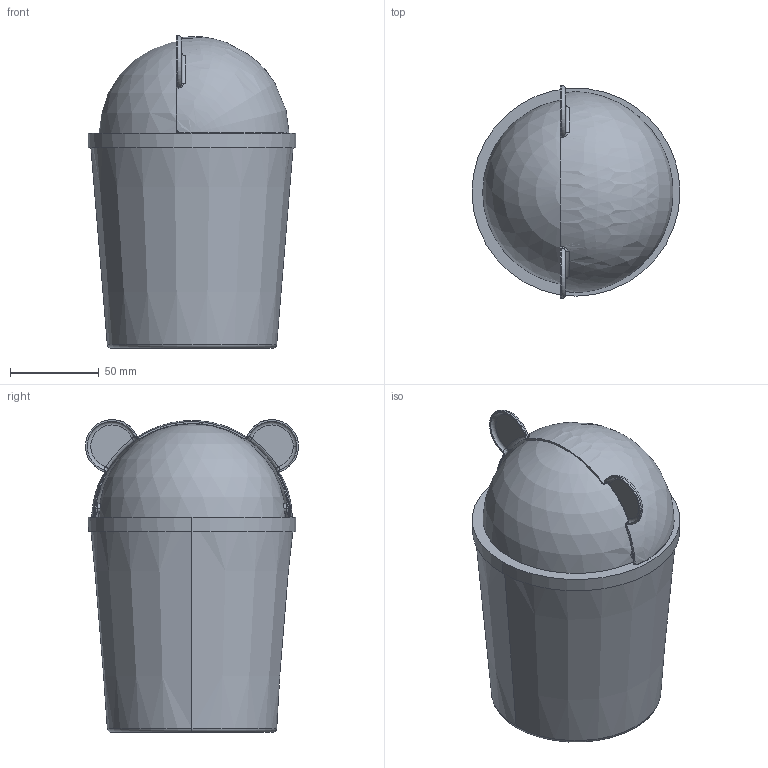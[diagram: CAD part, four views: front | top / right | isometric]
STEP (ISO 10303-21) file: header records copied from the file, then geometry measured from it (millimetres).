
FILE_DESCRIPTION(('CATIA V5 STEP Exchange'),'2;1');
FILE_NAME('BaseOsito_AllCATPart.stp','2020-04-21T05:32:34+00:00',('none'),('none'),'CATIA Version 5 Release 21 GA (IN-10)','CATIA V5 STEP AP203','none');
FILE_SCHEMA(('CONFIG_CONTROL_DESIGN'));
Length unit declared in the file: millimetre
Products named in the file (1): BaseOsito_AllCATPart
Bounding box: 117.04 x 120 x 175.96 mm (x, y, z)
Volume: 72373.3 mm3; surface area: 145697.5 mm2
Topology: 3 solids, 3 shells, 143 faces, 365 edges, 232 vertices
Faces by surface type: plane 66, cylinder 24, bspline 17, cone 16, torus 16, sphere 2, revolution 2
Entity records: 7130 total; most frequent: CARTESIAN_POINT 4109, ORIENTED_EDGE 722, DIRECTION 407, EDGE_CURVE 361, VERTEX_POINT 232, AXIS2_PLACEMENT_3D 193, EDGE_LOOP 157, ADVANCED_FACE 143
